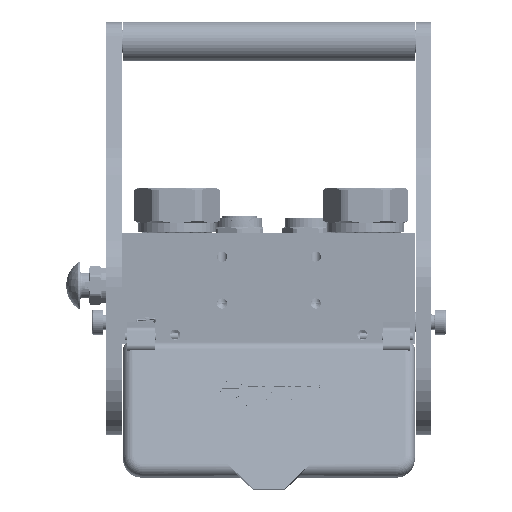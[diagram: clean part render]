
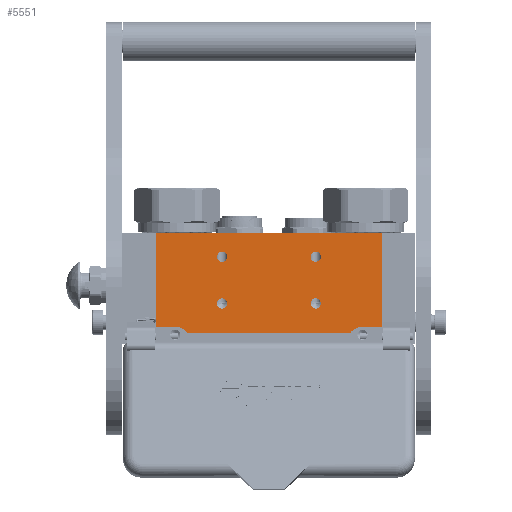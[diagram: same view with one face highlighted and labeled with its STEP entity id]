
A CAD part, left-side view. The second image highlights one B-rep face of the part: STEP entity #5551.
In plain terms, the highlighted face is planar.
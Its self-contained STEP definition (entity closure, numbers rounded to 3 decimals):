
#195 = VECTOR ( 'NONE', #43685, 1000. ) ;
#5128 = CARTESIAN_POINT ( 'NONE',  ( 145.854, 64.2, -108. ) ) ;
#5551 = ADVANCED_FACE ( 'NONE', ( #24378, #147250, #59821, #80217, #115537 ), #88148, .T. ) ;
#5592 = EDGE_LOOP ( 'NONE', ( #127059, #99578 ) ) ;
#5822 = LINE ( 'NONE', #49033, #67261 ) ;
#6396 = DIRECTION ( 'NONE',  ( 0., 0., -1. ) ) ;
#6643 = ORIENTED_EDGE ( 'NONE', *, *, #40825, .T. ) ;
#7375 = DIRECTION ( 'NONE',  ( 0., 1., 0. ) ) ;
#7836 = CARTESIAN_POINT ( 'NONE',  ( 166.7, 0., -108. ) ) ;
#11194 = ORIENTED_EDGE ( 'NONE', *, *, #39641, .F. ) ;
#12333 = CARTESIAN_POINT ( 'NONE',  ( 124., 48.3, -108. ) ) ;
#13544 = EDGE_CURVE ( 'NONE', #82369, #20678, #50090, .T. ) ;
#18827 = EDGE_CURVE ( 'NONE', #31338, #101048, #27391, .T. ) ;
#19838 = DIRECTION ( 'NONE',  ( 0., 1., 0. ) ) ;
#19855 = CARTESIAN_POINT ( 'NONE',  ( 64., 41.7, -108. ) ) ;
#20678 = VERTEX_POINT ( 'NONE', #39469 ) ;
#20830 = AXIS2_PLACEMENT_3D ( 'NONE', #39370, #52434, #75231 ) ;
#24018 = CIRCLE ( 'NONE', #80982, 3.3 ) ;
#24378 = FACE_BOUND ( 'NONE', #5592, .T. ) ;
#24920 = EDGE_LOOP ( 'NONE', ( #94943, #72313, #144547, #6643, #98030, #106579, #141225, #111675 ) ) ;
#26379 = EDGE_LOOP ( 'NONE', ( #11194, #77574 ) ) ;
#27391 = LINE ( 'NONE', #89971, #140985 ) ;
#28673 = VERTEX_POINT ( 'NONE', #76363 ) ;
#30767 = DIRECTION ( 'NONE',  ( 0., 0., -1. ) ) ;
#31338 = VERTEX_POINT ( 'NONE', #57090 ) ;
#32683 = VERTEX_POINT ( 'NONE', #33660 ) ;
#33439 = DIRECTION ( 'NONE',  ( -1., 0., 0. ) ) ;
#33660 = CARTESIAN_POINT ( 'NONE',  ( 64., 18.3, -108. ) ) ;
#33715 = LINE ( 'NONE', #79019, #195 ) ;
#33787 = VERTEX_POINT ( 'NONE', #123171 ) ;
#35342 = CARTESIAN_POINT ( 'NONE',  ( 124., 11.7, -108. ) ) ;
#35860 = DIRECTION ( 'NONE',  ( 0., -1., 0. ) ) ;
#36718 = EDGE_LOOP ( 'NONE', ( #131937, #45510 ) ) ;
#37814 = VERTEX_POINT ( 'NONE', #5128 ) ;
#38565 = VECTOR ( 'NONE', #45215, 1000. ) ;
#38659 = CARTESIAN_POINT ( 'NONE',  ( 21.3, 0., -108. ) ) ;
#39145 = CIRCLE ( 'NONE', #47679, 3.3 ) ;
#39370 = CARTESIAN_POINT ( 'NONE',  ( 34., 70., -108. ) ) ;
#39469 = CARTESIAN_POINT ( 'NONE',  ( 64., 48.3, -108. ) ) ;
#39641 = EDGE_CURVE ( 'NONE', #28673, #32683, #39145, .T. ) ;
#39891 = DIRECTION ( 'NONE',  ( 0., 0., -1. ) ) ;
#40825 = EDGE_CURVE ( 'NONE', #33787, #127766, #44092, .T. ) ;
#40839 = CARTESIAN_POINT ( 'NONE',  ( 154., 70., -108. ) ) ;
#41524 = CARTESIAN_POINT ( 'NONE',  ( 42.146, 64.2, -108. ) ) ;
#43685 = DIRECTION ( 'NONE',  ( 0., 1., 0. ) ) ;
#43988 = VERTEX_POINT ( 'NONE', #12333 ) ;
#44092 = LINE ( 'NONE', #45736, #38565 ) ;
#45215 = DIRECTION ( 'NONE',  ( 1., 0., 0. ) ) ;
#45510 = ORIENTED_EDGE ( 'NONE', *, *, #48921, .F. ) ;
#45736 = CARTESIAN_POINT ( 'NONE',  ( 21.3, 60., -108. ) ) ;
#47167 = VERTEX_POINT ( 'NONE', #80706 ) ;
#47509 = CARTESIAN_POINT ( 'NONE',  ( 124., 45., -108. ) ) ;
#47679 = AXIS2_PLACEMENT_3D ( 'NONE', #99153, #39891, #51922 ) ;
#48860 = LINE ( 'NONE', #152048, #143723 ) ;
#48921 = EDGE_CURVE ( 'NONE', #47167, #115816, #103767, .T. ) ;
#49033 = CARTESIAN_POINT ( 'NONE',  ( 145.854, 64.2, -108. ) ) ;
#49061 = DIRECTION ( 'NONE',  ( 0., 0., -1. ) ) ;
#50083 = AXIS2_PLACEMENT_3D ( 'NONE', #47509, #49061, #83840 ) ;
#50090 = CIRCLE ( 'NONE', #64665, 3.3 ) ;
#51659 = CIRCLE ( 'NONE', #131121, 3.3 ) ;
#51922 = DIRECTION ( 'NONE',  ( 0., -1., 0. ) ) ;
#52295 = ORIENTED_EDGE ( 'NONE', *, *, #88905, .F. ) ;
#52434 = DIRECTION ( 'NONE',  ( 0., 0., -1. ) ) ;
#52737 = DIRECTION ( 'NONE',  ( 0., 1., 0. ) ) ;
#53274 = AXIS2_PLACEMENT_3D ( 'NONE', #102063, #125931, #7375 ) ;
#54370 = DIRECTION ( 'NONE',  ( 0., -1., 0. ) ) ;
#57090 = CARTESIAN_POINT ( 'NONE',  ( 166.7, 0., -108. ) ) ;
#59821 = FACE_BOUND ( 'NONE', #146327, .T. ) ;
#60691 = DIRECTION ( 'NONE',  ( 0., -1., 0. ) ) ;
#61168 = DIRECTION ( 'NONE',  ( 0., 0., -1. ) ) ;
#64665 = AXIS2_PLACEMENT_3D ( 'NONE', #130309, #118337, #60691 ) ;
#65966 = CIRCLE ( 'NONE', #53274, 3.3 ) ;
#67261 = VECTOR ( 'NONE', #108711, 1000. ) ;
#70168 = EDGE_CURVE ( 'NONE', #102705, #43988, #24018, .T. ) ;
#72313 = ORIENTED_EDGE ( 'NONE', *, *, #18827, .T. ) ;
#74827 = CIRCLE ( 'NONE', #50083, 3.3 ) ;
#75231 = DIRECTION ( 'NONE',  ( 0.815, -0.58, 0. ) ) ;
#75904 = DIRECTION ( 'NONE',  ( 0., 0., -1. ) ) ;
#76363 = CARTESIAN_POINT ( 'NONE',  ( 64., 11.7, -108. ) ) ;
#76720 = DIRECTION ( 'NONE',  ( -1., 0., 0. ) ) ;
#77574 = ORIENTED_EDGE ( 'NONE', *, *, #87915, .F. ) ;
#79019 = CARTESIAN_POINT ( 'NONE',  ( 21.3, 0., -108. ) ) ;
#80217 = FACE_BOUND ( 'NONE', #26379, .T. ) ;
#80706 = CARTESIAN_POINT ( 'NONE',  ( 124., 18.3, -108. ) ) ;
#80982 = AXIS2_PLACEMENT_3D ( 'NONE', #85043, #61168, #144383 ) ;
#81769 = CIRCLE ( 'NONE', #132215, 10. ) ;
#82369 = VERTEX_POINT ( 'NONE', #19855 ) ;
#83840 = DIRECTION ( 'NONE',  ( 0., 1., 0. ) ) ;
#85043 = CARTESIAN_POINT ( 'NONE',  ( 124., 45., -108. ) ) ;
#87915 = EDGE_CURVE ( 'NONE', #32683, #28673, #65966, .T. ) ;
#88148 = PLANE ( 'NONE',  #137553 ) ;
#88905 = EDGE_CURVE ( 'NONE', #20678, #82369, #123350, .T. ) ;
#89971 = CARTESIAN_POINT ( 'NONE',  ( 166.7, 0., -108. ) ) ;
#94943 = ORIENTED_EDGE ( 'NONE', *, *, #105148, .F. ) ;
#97615 = CIRCLE ( 'NONE', #20830, 10. ) ;
#98030 = ORIENTED_EDGE ( 'NONE', *, *, #102173, .F. ) ;
#98814 = DIRECTION ( 'NONE',  ( 0., 1., 0. ) ) ;
#99153 = CARTESIAN_POINT ( 'NONE',  ( 64., 15., -108. ) ) ;
#99578 = ORIENTED_EDGE ( 'NONE', *, *, #104120, .F. ) ;
#101048 = VERTEX_POINT ( 'NONE', #38659 ) ;
#102063 = CARTESIAN_POINT ( 'NONE',  ( 64., 15., -108. ) ) ;
#102173 = EDGE_CURVE ( 'NONE', #114893, #127766, #97615, .T. ) ;
#102705 = VERTEX_POINT ( 'NONE', #149303 ) ;
#103767 = CIRCLE ( 'NONE', #109272, 3.3 ) ;
#104120 = EDGE_CURVE ( 'NONE', #43988, #102705, #74827, .T. ) ;
#105148 = EDGE_CURVE ( 'NONE', #31338, #152619, #109863, .T. ) ;
#106579 = ORIENTED_EDGE ( 'NONE', *, *, #113329, .F. ) ;
#108711 = DIRECTION ( 'NONE',  ( -1., 0., 0. ) ) ;
#109272 = AXIS2_PLACEMENT_3D ( 'NONE', #135158, #75904, #98814 ) ;
#109863 = LINE ( 'NONE', #7836, #124728 ) ;
#111675 = ORIENTED_EDGE ( 'NONE', *, *, #124065, .F. ) ;
#112041 = DIRECTION ( 'NONE',  ( 0., 0., -1. ) ) ;
#113329 = EDGE_CURVE ( 'NONE', #37814, #114893, #5822, .T. ) ;
#113337 = DIRECTION ( 'NONE',  ( -1., 0., 0. ) ) ;
#114893 = VERTEX_POINT ( 'NONE', #41524 ) ;
#115537 = FACE_OUTER_BOUND ( 'NONE', #24920, .T. ) ;
#115816 = VERTEX_POINT ( 'NONE', #35342 ) ;
#118337 = DIRECTION ( 'NONE',  ( 0., 0., -1. ) ) ;
#119569 = CARTESIAN_POINT ( 'NONE',  ( 124., 15., -108. ) ) ;
#123132 = EDGE_CURVE ( 'NONE', #115816, #47167, #51659, .T. ) ;
#123171 = CARTESIAN_POINT ( 'NONE',  ( 21.3, 60., -108. ) ) ;
#123226 = ORIENTED_EDGE ( 'NONE', *, *, #13544, .F. ) ;
#123350 = CIRCLE ( 'NONE', #126947, 3.3 ) ;
#124065 = EDGE_CURVE ( 'NONE', #152619, #128639, #48860, .T. ) ;
#124319 = CARTESIAN_POINT ( 'NONE',  ( 64., 45., -108. ) ) ;
#124728 = VECTOR ( 'NONE', #19838, 1000. ) ;
#125931 = DIRECTION ( 'NONE',  ( 0., 0., -1. ) ) ;
#126947 = AXIS2_PLACEMENT_3D ( 'NONE', #124319, #30767, #52737 ) ;
#127059 = ORIENTED_EDGE ( 'NONE', *, *, #70168, .F. ) ;
#127766 = VERTEX_POINT ( 'NONE', #136124 ) ;
#128639 = VERTEX_POINT ( 'NONE', #130522 ) ;
#130309 = CARTESIAN_POINT ( 'NONE',  ( 64., 45., -108. ) ) ;
#130522 = CARTESIAN_POINT ( 'NONE',  ( 154., 60., -108. ) ) ;
#131121 = AXIS2_PLACEMENT_3D ( 'NONE', #119569, #145108, #35860 ) ;
#131937 = ORIENTED_EDGE ( 'NONE', *, *, #123132, .F. ) ;
#132215 = AXIS2_PLACEMENT_3D ( 'NONE', #40839, #6396, #54370 ) ;
#133144 = EDGE_CURVE ( 'NONE', #128639, #37814, #81769, .T. ) ;
#134943 = CARTESIAN_POINT ( 'NONE',  ( 166.7, 0., -108. ) ) ;
#135158 = CARTESIAN_POINT ( 'NONE',  ( 124., 15., -108. ) ) ;
#136124 = CARTESIAN_POINT ( 'NONE',  ( 34., 60., -108. ) ) ;
#137553 = AXIS2_PLACEMENT_3D ( 'NONE', #134943, #112041, #76720 ) ;
#140985 = VECTOR ( 'NONE', #113337, 1000. ) ;
#141225 = ORIENTED_EDGE ( 'NONE', *, *, #133144, .F. ) ;
#143723 = VECTOR ( 'NONE', #33439, 1000. ) ;
#144383 = DIRECTION ( 'NONE',  ( 0., -1., 0. ) ) ;
#144547 = ORIENTED_EDGE ( 'NONE', *, *, #149672, .T. ) ;
#145108 = DIRECTION ( 'NONE',  ( 0., 0., -1. ) ) ;
#146327 = EDGE_LOOP ( 'NONE', ( #123226, #52295 ) ) ;
#147250 = FACE_BOUND ( 'NONE', #36718, .T. ) ;
#149303 = CARTESIAN_POINT ( 'NONE',  ( 124., 41.7, -108. ) ) ;
#149672 = EDGE_CURVE ( 'NONE', #101048, #33787, #33715, .T. ) ;
#152048 = CARTESIAN_POINT ( 'NONE',  ( 166.7, 60., -108. ) ) ;
#152619 = VERTEX_POINT ( 'NONE', #153347 ) ;
#153347 = CARTESIAN_POINT ( 'NONE',  ( 166.7, 60., -108. ) ) ;
